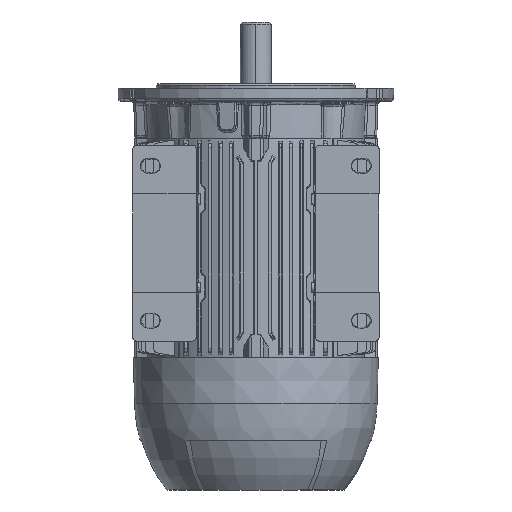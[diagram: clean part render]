
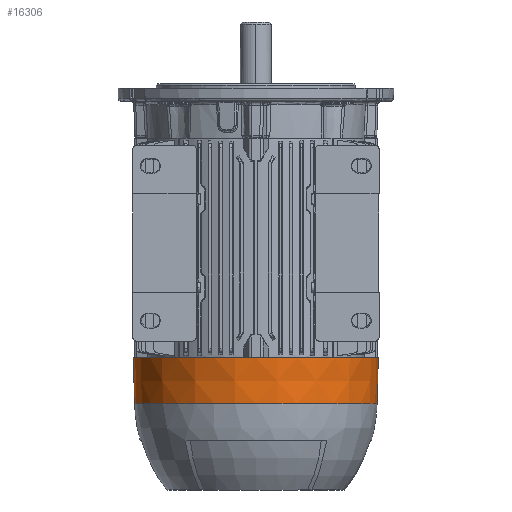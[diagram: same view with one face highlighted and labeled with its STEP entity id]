
A CAD part, front view. The second image highlights one B-rep face of the part: STEP entity #16306.
In plain terms, the highlighted conical face has half-angle 1.5 degrees and reference radius 110.35 mm.
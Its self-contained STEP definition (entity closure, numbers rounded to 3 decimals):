
#865 = CARTESIAN_POINT ( 'NONE',  ( 110.761, 0., -167.5 ) ) ;
#1890 = CARTESIAN_POINT ( 'NONE',  ( 0., 0., -167.5 ) ) ;
#3168 = DIRECTION ( 'NONE',  ( 0.026, 0., 1. ) ) ;
#5502 = EDGE_CURVE ( 'NONE', #68451, #19768, #59334, .T. ) ;
#5973 = DIRECTION ( 'NONE',  ( 1., 0., 0. ) ) ;
#8156 = CARTESIAN_POINT ( 'NONE',  ( 0., 0., -183.2 ) ) ;
#8479 = LINE ( 'NONE', #42280, #54230 ) ;
#8932 = VERTEX_POINT ( 'NONE', #48253 ) ;
#10665 = EDGE_LOOP ( 'NONE', ( #37125, #36526, #64152, #44233 ) ) ;
#11517 = VECTOR ( 'NONE', #22225, 1000. ) ;
#12343 = VERTEX_POINT ( 'NONE', #865 ) ;
#16306 = ADVANCED_FACE ( 'NONE', ( #30212 ), #70652, .T. ) ;
#19768 = VERTEX_POINT ( 'NONE', #68116 ) ;
#20322 = CARTESIAN_POINT ( 'NONE',  ( -109.669, 0., -209.2 ) ) ;
#21087 = CARTESIAN_POINT ( 'NONE',  ( -110.35, 0., -183.2 ) ) ;
#22225 = DIRECTION ( 'NONE',  ( -0.026, 0., 1. ) ) ;
#24832 = EDGE_CURVE ( 'NONE', #19768, #12343, #8479, .T. ) ;
#25426 = AXIS2_PLACEMENT_3D ( 'NONE', #70838, #59086, #5973 ) ;
#29053 = CIRCLE ( 'NONE', #38736, 110.761 ) ;
#30212 = FACE_OUTER_BOUND ( 'NONE', #10665, .T. ) ;
#33597 = LINE ( 'NONE', #21087, #11517 ) ;
#36526 = ORIENTED_EDGE ( 'NONE', *, *, #5502, .T. ) ;
#37125 = ORIENTED_EDGE ( 'NONE', *, *, #55416, .F. ) ;
#38736 = AXIS2_PLACEMENT_3D ( 'NONE', #1890, #71300, #60656 ) ;
#42280 = CARTESIAN_POINT ( 'NONE',  ( 110.35, 0., -183.2 ) ) ;
#42327 = DIRECTION ( 'NONE',  ( 0., 0., 1. ) ) ;
#44233 = ORIENTED_EDGE ( 'NONE', *, *, #45964, .F. ) ;
#45964 = EDGE_CURVE ( 'NONE', #8932, #12343, #29053, .T. ) ;
#47658 = DIRECTION ( 'NONE',  ( 1., 0., 0. ) ) ;
#48253 = CARTESIAN_POINT ( 'NONE',  ( -110.761, 0., -167.5 ) ) ;
#52477 = AXIS2_PLACEMENT_3D ( 'NONE', #8156, #42327, #47658 ) ;
#54230 = VECTOR ( 'NONE', #3168, 1000. ) ;
#55416 = EDGE_CURVE ( 'NONE', #68451, #8932, #33597, .T. ) ;
#59086 = DIRECTION ( 'NONE',  ( 0., 0., 1. ) ) ;
#59334 = CIRCLE ( 'NONE', #25426, 109.669 ) ;
#60656 = DIRECTION ( 'NONE',  ( 1., 0., 0. ) ) ;
#64152 = ORIENTED_EDGE ( 'NONE', *, *, #24832, .T. ) ;
#68116 = CARTESIAN_POINT ( 'NONE',  ( 109.669, 0., -209.2 ) ) ;
#68451 = VERTEX_POINT ( 'NONE', #20322 ) ;
#70652 = CONICAL_SURFACE ( 'NONE', #52477, 110.35, 0.026 ) ;
#70838 = CARTESIAN_POINT ( 'NONE',  ( 0., 0., -209.2 ) ) ;
#71300 = DIRECTION ( 'NONE',  ( 0., 0., 1. ) ) ;
